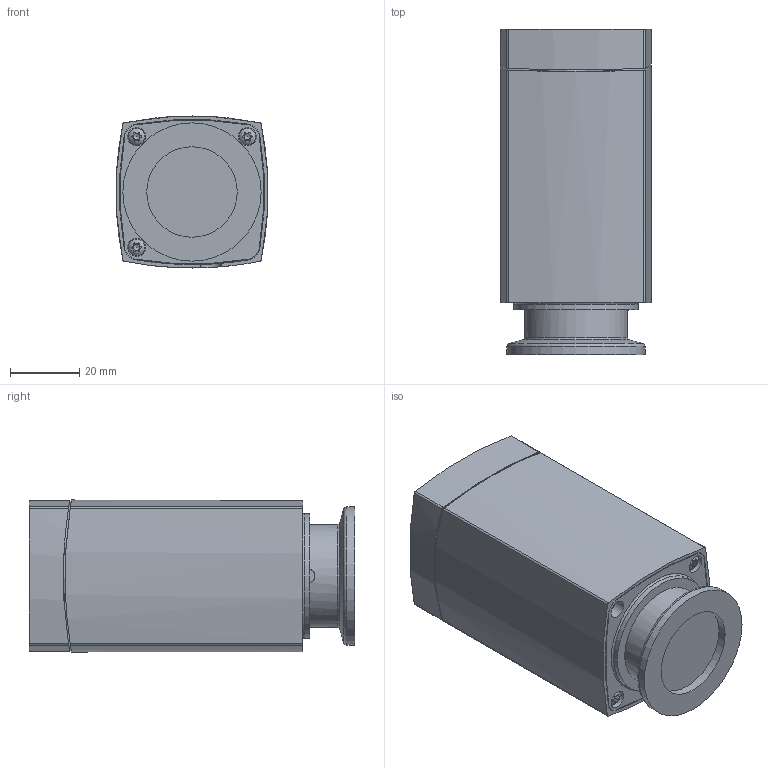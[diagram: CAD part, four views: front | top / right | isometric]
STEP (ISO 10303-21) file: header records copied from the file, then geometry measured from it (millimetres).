
FILE_DESCRIPTION(/* description */ (''),/* implementation_level */ '2;1');
FILE_NAME(/* name */ 'MIKR36x_25KF.stp',/* time_stamp */ '2014-07-04T10:12:45+02:00',/* author */ ('BEM'),/* organization */ (''),/* preprocessor_version */ 'ST-DEVELOPER v15.2',/* originating_system */ 'Autodesk Inventor 2014',/* authorisation */ '');
FILE_SCHEMA (('AUTOMOTIVE_DESIGN { 1 0 10303 214 3 1 1 }'));
Length unit declared in the file: millimetre
Products named in the file (1): Bauteil7
Bounding box: 43.71 x 94.11 x 44 mm (x, y, z)
Volume: 52902.7 mm3; surface area: 57950.2 mm2
Topology: 2 solids, 2 shells, 1058 faces, 2962 edges, 1915 vertices
Faces by surface type: plane 533, cylinder 410, bspline 60, cone 44, torus 11
Full cylindrical faces by diameter (mm): 0.8 x1, 1 x1, 1.3 x1, 1.4 x1, 1.8 x1, 2.46 x1, 2.5 x8, 2.6 x7, 2.8 x6, 2.9 x2, 3 x2, 3.2 x2, 3.3 x1, 3.4 x2, 3.8 x1, 4.2 x1, 4.5 x1, 5 x1, 5.2 x4, 5.9 x1, 6.2 x1, 24 x1, 24.5 x1, 25 x2, 25.9 x1, 26.2 x2, 26.8 x1, 27 x1, 29.8 x1, 36 x1
Entity records: 37141 total; most frequent: CARTESIAN_POINT 8947, ORIENTED_EDGE 5714, DIRECTION 5552, EDGE_CURVE 2857, AXIS2_PLACEMENT_3D 1980, VERTEX_POINT 1896, LINE 1592, VECTOR 1592
